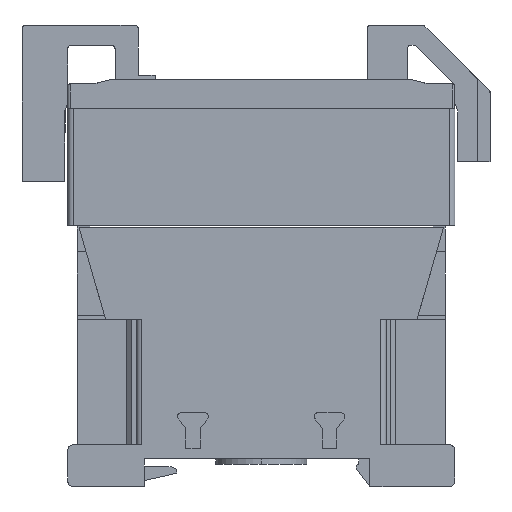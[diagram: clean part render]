
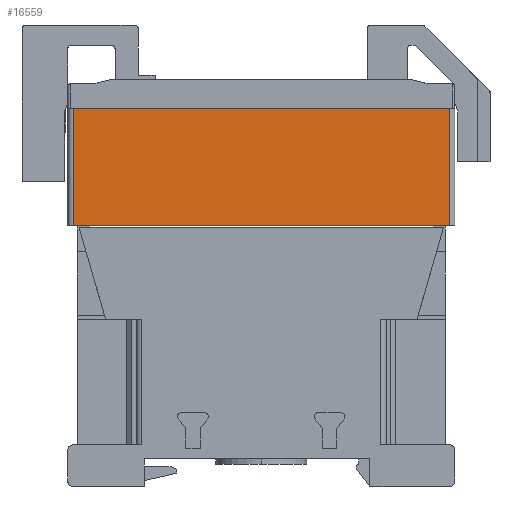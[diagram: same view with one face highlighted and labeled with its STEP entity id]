
A CAD part, left-side view. The second image highlights one B-rep face of the part: STEP entity #16559.
In plain terms, the highlighted planar face has unit normal (-1, 0, 0).
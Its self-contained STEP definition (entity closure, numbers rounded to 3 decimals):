
#16559=ADVANCED_FACE('',(#44253),#44254,.T.);
#28885=VERTEX_POINT('',#56796);
#28889=VERTEX_POINT('',#56800);
#28891=EDGE_CURVE('',#28889,#28885,#56802,.T.);
#35903=VERTEX_POINT('',#63814);
#35907=VERTEX_POINT('',#63818);
#35909=EDGE_CURVE('',#35907,#35903,#63820,.T.);
#36289=EDGE_CURVE('',#35903,#28889,#64200,.T.);
#36291=EDGE_CURVE('',#35907,#28885,#64202,.T.);
#44253=FACE_OUTER_BOUND('',#72154,.T.);
#44254=PLANE('',#72155);
#56796=CARTESIAN_POINT('',(0.0,74.8,67.9));
#56800=CARTESIAN_POINT('',(0.0,7.3,67.9));
#56802=LINE('',#91297,#91298);
#63814=CARTESIAN_POINT('',(0.0,7.3,46.8));
#63818=CARTESIAN_POINT('',(0.0,74.8,46.8));
#63820=LINE('',#102619,#102620);
#64200=LINE('',#103222,#103223);
#64202=LINE('',#103226,#103227);
#72154=EDGE_LOOP('',(#125303,#125304,#125305,#125306));
#72155=AXIS2_PLACEMENT_3D('',#125307,#125308,#125309);
#91297=CARTESIAN_POINT('',(0.0,74.8,67.9));
#91298=VECTOR('',#132096,1.0);
#102619=CARTESIAN_POINT('',(0.0,74.8,46.8));
#102620=VECTOR('',#134787,1.0);
#103222=CARTESIAN_POINT('',(0.0,7.3,46.8));
#103223=VECTOR('',#134951,1.0);
#103226=CARTESIAN_POINT('',(0.0,74.8,46.8));
#103227=VECTOR('',#134952,1.0);
#125303=ORIENTED_EDGE('',*,*,#28891,.T.);
#125304=ORIENTED_EDGE('',*,*,#36291,.F.);
#125305=ORIENTED_EDGE('',*,*,#35909,.T.);
#125306=ORIENTED_EDGE('',*,*,#36289,.T.);
#125307=CARTESIAN_POINT('',(0.0,7.3,46.8));
#125308=DIRECTION('',(-1.0,0.0,0.0));
#125309=DIRECTION('',(0.0,1.0,0.0));
#132096=DIRECTION('',(0.0,1.0,0.0));
#134787=DIRECTION('',(0.0,-1.0,0.0));
#134951=DIRECTION('',(0.0,0.0,1.0));
#134952=DIRECTION('',(0.0,0.0,1.0));
